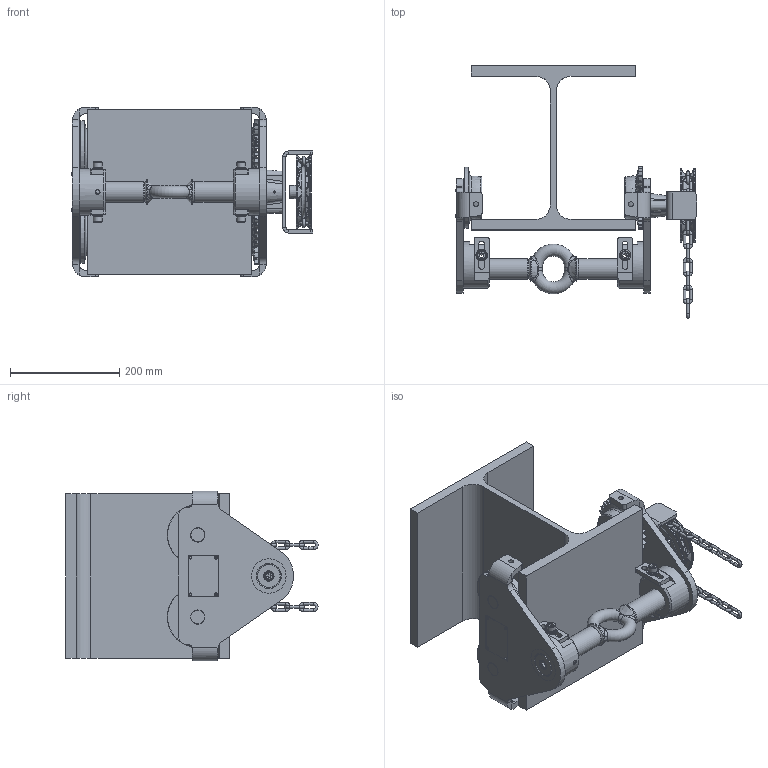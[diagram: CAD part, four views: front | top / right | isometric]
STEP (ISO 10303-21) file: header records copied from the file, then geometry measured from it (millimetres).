
FILE_DESCRIPTION (( 'STEP AP214' ), '1' );
FILE_NAME ('HTG-B 2,0t.STEP', '2018-02-20T14:01:02', ( '' ), ( '' ), 'SwSTEP 2.0', 'SolidWorks 2015', '' );
FILE_SCHEMA (( 'AUTOMOTIVE_DESIGN' ));
Length unit declared in the file: millimetre
Products named in the file (1): HTG-B 2,0t
Bounding box: 441.38 x 461.19 x 310 mm (x, y, z)
Surface area: 1068108.6 mm2 (no closed solid volume)
Topology: 0 solids, 90 shells, 884 faces, 3263 edges, 2354 vertices
Faces by surface type: cylinder 373, plane 269, bspline 82, torus 78, cone 74, sphere 8
Full cylindrical faces by diameter (mm): 5 x47, 6 x1, 8.5 x1, 9 x4, 10 x3, 15 x4, 16 x7, 18 x2, 20 x4, 21 x4, 25 x1, 26 x4, 38 x8, 40 x6, 42 x2, 42.5 x3, 43 x2, 44 x2, 63 x1, 85 x2, 111 x2, 135 x1
Entity records: 52771 total; most frequent: CARTESIAN_POINT 17632, DIRECTION 5166, ORIENTED_EDGE 4617, EDGE_CURVE 2993, VERTEX_POINT 2316, AXIS2_PLACEMENT_3D 2115, CIRCLE 1312, EDGE_LOOP 1235
